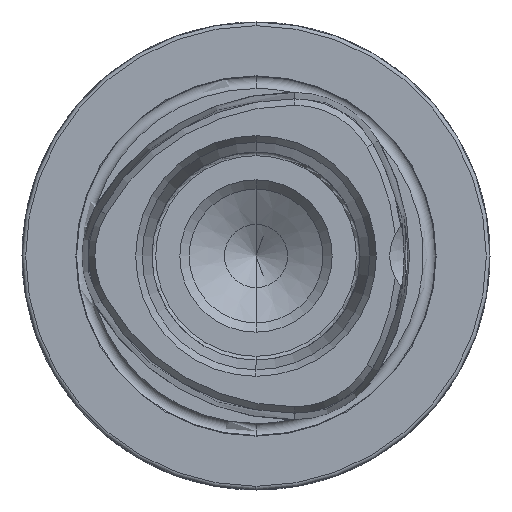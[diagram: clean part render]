
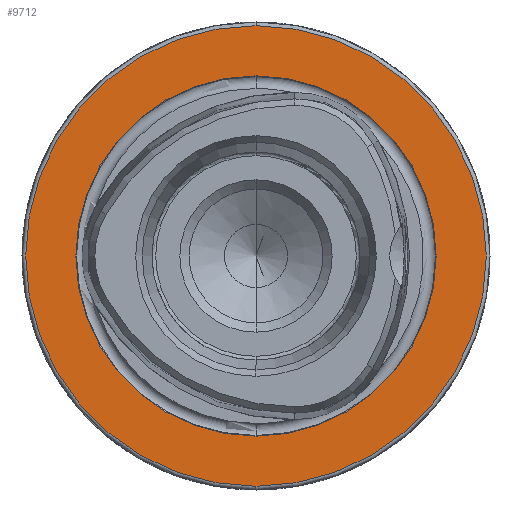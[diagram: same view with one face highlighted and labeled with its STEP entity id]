
A CAD part, left-side view. The second image highlights one B-rep face of the part: STEP entity #9712.
In plain terms, the highlighted planar face has unit normal (-1, 0, 0).
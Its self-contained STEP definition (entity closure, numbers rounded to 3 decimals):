
#1213 = CARTESIAN_POINT ( 'NONE',  ( 0., 0., 0. ) ) ;
#1214 = DIRECTION ( 'NONE',  ( -1., 0., 0. ) ) ;
#1215 = DIRECTION ( 'NONE',  ( 0., 0., 1. ) ) ;
#1222 = CARTESIAN_POINT ( 'NONE',  ( 0., 0., 0. ) ) ;
#1223 = DIRECTION ( 'NONE',  ( -1., 0., 0. ) ) ;
#1224 = DIRECTION ( 'NONE',  ( 0., 0., 1. ) ) ;
#1993 = AXIS2_PLACEMENT_3D ( 'NONE', #4047, #4048, #4049 ) ;
#1994 = AXIS2_PLACEMENT_3D ( 'NONE', #4051, #4052, #4053 ) ;
#2143 = VERTEX_POINT ( 'NONE', #6951 ) ;
#2245 = VERTEX_POINT ( 'NONE', #7043 ) ;
#2290 = VERTEX_POINT ( 'NONE', #7378 ) ;
#3399 = CIRCLE ( 'NONE', #1993, 31. ) ;
#3400 = CIRCLE ( 'NONE', #1994, 24.25 ) ;
#3499 = FACE_OUTER_BOUND ( 'NONE', #9665, .T. ) ;
#3506 = FACE_BOUND ( 'NONE', #9625, .T. ) ;
#4047 = CARTESIAN_POINT ( 'NONE',  ( 0., 0., 0. ) ) ;
#4048 = DIRECTION ( 'NONE',  ( -1., 0., 0. ) ) ;
#4049 = DIRECTION ( 'NONE',  ( 0., 0., 1. ) ) ;
#4051 = CARTESIAN_POINT ( 'NONE',  ( 0., 0., 0. ) ) ;
#4052 = DIRECTION ( 'NONE',  ( -1., 0., 0. ) ) ;
#4053 = DIRECTION ( 'NONE',  ( 0., 0., 1. ) ) ;
#5582 = CIRCLE ( 'NONE', #9065, 24.25 ) ;
#5590 = CIRCLE ( 'NONE', #9075, 31. ) ;
#6309 = EDGE_CURVE ( 'NONE', #7692, #2143, #3399, .T. ) ;
#6310 = EDGE_CURVE ( 'NONE', #2290, #2245, #3400, .T. ) ;
#6427 = CARTESIAN_POINT ( 'NONE',  ( 0., 0., -31. ) ) ;
#6682 = CARTESIAN_POINT ( 'NONE',  ( 0., 24.25, 0. ) ) ;
#6688 = PLANE ( 'NONE',  #8750 ) ;
#6690 = DIRECTION ( 'NONE',  ( 1., 0., 0. ) ) ;
#6691 = DIRECTION ( 'NONE',  ( 0., 0., -1. ) ) ;
#6951 = CARTESIAN_POINT ( 'NONE',  ( 0., 0., 31. ) ) ;
#7043 = CARTESIAN_POINT ( 'NONE',  ( 0., 0., -24.25 ) ) ;
#7378 = CARTESIAN_POINT ( 'NONE',  ( 0., 0., 24.25 ) ) ;
#7692 = VERTEX_POINT ( 'NONE', #6427 ) ;
#7997 = ORIENTED_EDGE ( 'NONE', *, *, #6310, .F. ) ;
#8008 = ORIENTED_EDGE ( 'NONE', *, *, #6309, .T. ) ;
#8041 = ORIENTED_EDGE ( 'NONE', *, *, #10046, .F. ) ;
#8080 = ORIENTED_EDGE ( 'NONE', *, *, #10050, .T. ) ;
#8750 = AXIS2_PLACEMENT_3D ( 'NONE', #6682, #6690, #6691 ) ;
#9065 = AXIS2_PLACEMENT_3D ( 'NONE', #1213, #1214, #1215 ) ;
#9075 = AXIS2_PLACEMENT_3D ( 'NONE', #1222, #1223, #1224 ) ;
#9625 = EDGE_LOOP ( 'NONE', ( #7997, #8041 ) ) ;
#9665 = EDGE_LOOP ( 'NONE', ( #8080, #8008 ) ) ;
#9712 = ADVANCED_FACE ( 'NONE', ( #3506, #3499 ), #6688, .F. ) ;
#10046 = EDGE_CURVE ( 'NONE', #2245, #2290, #5582, .T. ) ;
#10050 = EDGE_CURVE ( 'NONE', #2143, #7692, #5590, .T. ) ;
